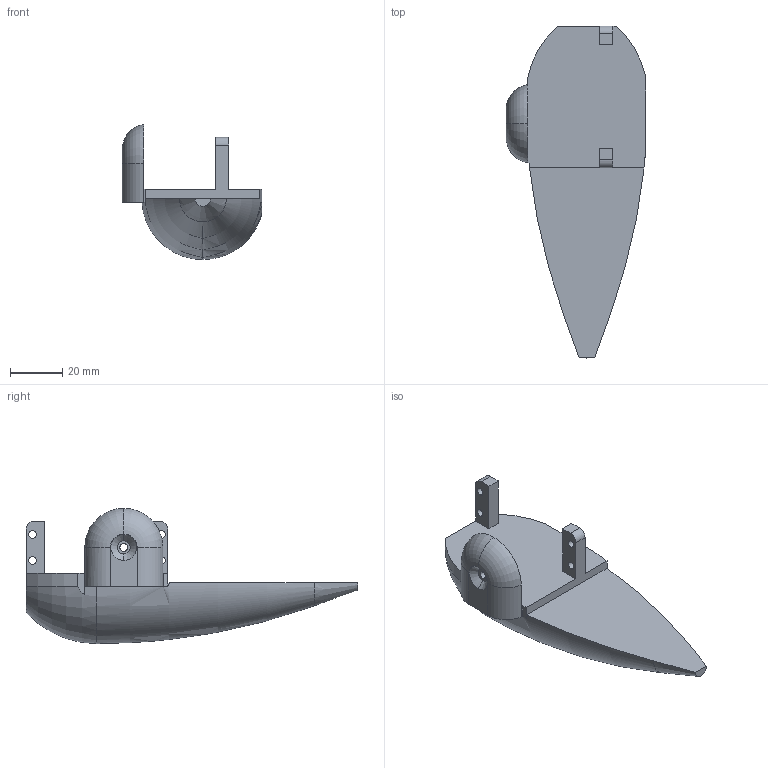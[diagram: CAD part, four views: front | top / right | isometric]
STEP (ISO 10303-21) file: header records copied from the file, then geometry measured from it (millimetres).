
FILE_DESCRIPTION (( 'STEP AP203' ), '1' );
FILE_NAME ('Left Tibia_Default_sldprt.STEP', '2020-11-13T20:12:43', ( '' ), ( '' ), 'SwSTEP 2.0', 'SolidWorks 2019', '' );
FILE_SCHEMA (( 'CONFIG_CONTROL_DESIGN' ));
Length unit declared in the file: millimetre
Products named in the file (1): Left Tibia_Default_sldprt
Bounding box: 53.76 x 127.55 x 51.98 mm (x, y, z)
Volume: 80361.9 mm3; surface area: 15552.3 mm2
Topology: 1 solids, 1 shells, 52 faces, 139 edges, 91 vertices
Faces by surface type: plane 23, cylinder 17, torus 6, bspline 3, cone 3
Entity records: 1889 total; most frequent: CARTESIAN_POINT 477, DIRECTION 278, ORIENTED_EDGE 278, EDGE_CURVE 139, AXIS2_PLACEMENT_3D 104, VERTEX_POINT 91, LINE 70, VECTOR 70
